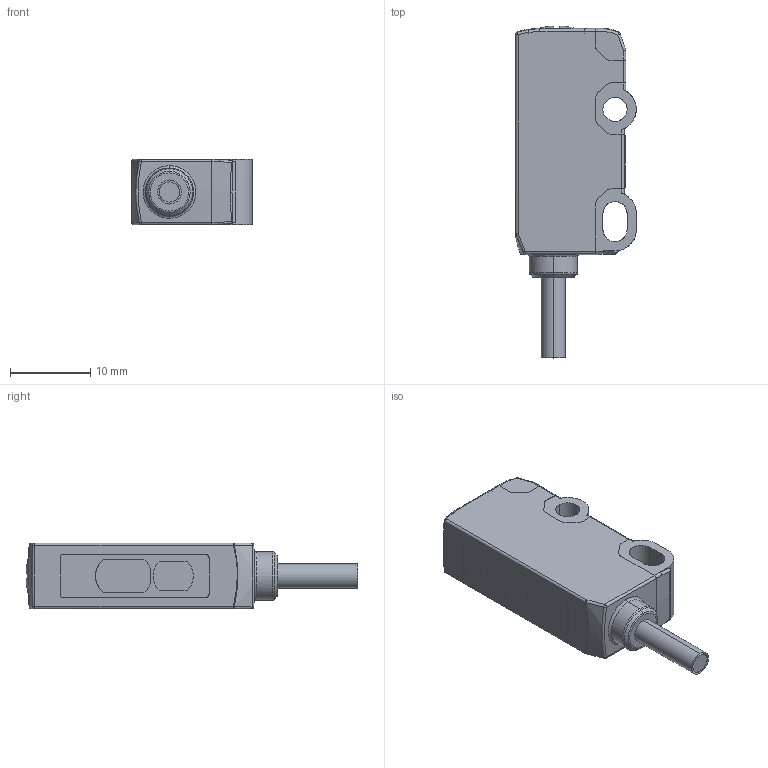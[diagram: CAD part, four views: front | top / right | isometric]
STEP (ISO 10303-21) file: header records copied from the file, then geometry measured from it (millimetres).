
FILE_DESCRIPTION (( 'STEP AP214' ), '1' );
FILE_NAME ('OS22-AK120 妗极耀倰.STEP', '2024-10-24T08:22:15', ( '' ), ( '' ), 'SwSTEP 2.0', 'SolidWorks 2023', '' );
FILE_SCHEMA (( 'AUTOMOTIVE_DESIGN' ));
Length unit declared in the file: millimetre
Products named in the file (1): OS22-AK120 实体模型
Bounding box: 15.03 x 41.39 x 8.2 mm (x, y, z)
Surface area: 1957.5 mm2 (no closed solid volume)
Topology: 0 solids, 10 shells, 294 faces, 822 edges, 545 vertices
Faces by surface type: plane 143, cylinder 88, bspline 36, torus 11, sphere 10, cone 6
Entity records: 14350 total; most frequent: CARTESIAN_POINT 7774, ORIENTED_EDGE 1627, DIRECTION 908, EDGE_CURVE 816, VERTEX_POINT 544, B_SPLINE_CURVE_WITH_KNOTS 424, VECTOR 334, LINE 334
